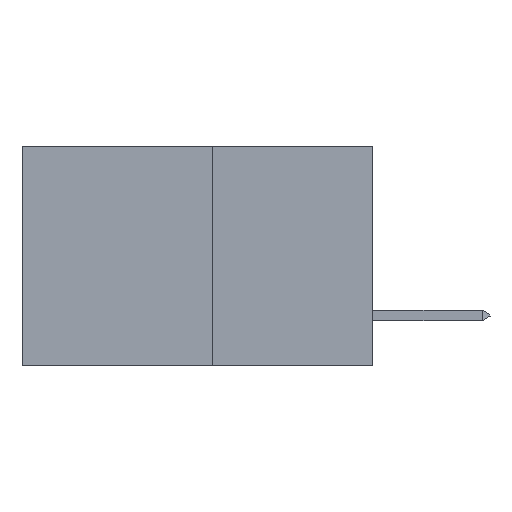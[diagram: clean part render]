
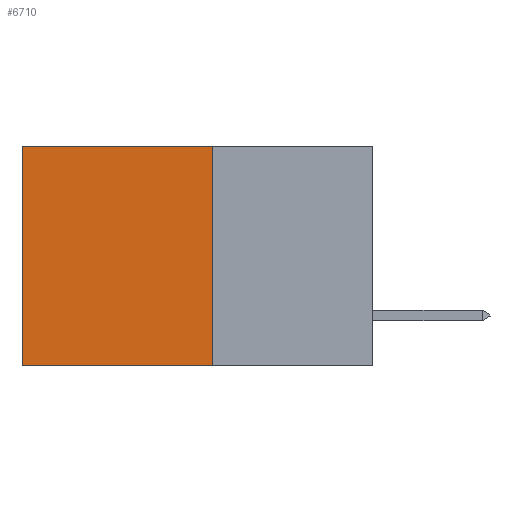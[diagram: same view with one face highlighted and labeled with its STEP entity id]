
A CAD part, left-side view. The second image highlights one B-rep face of the part: STEP entity #6710.
In plain terms, the highlighted planar face has unit normal (-1, 0, 0).
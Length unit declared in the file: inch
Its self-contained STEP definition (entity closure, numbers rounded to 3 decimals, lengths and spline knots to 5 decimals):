
#117 = CARTESIAN_POINT ( 'NONE',  ( 0.277, 0.59, 0. ) ) ;
#522 = ORIENTED_EDGE ( 'NONE', *, *, #3901, .F. ) ;
#569 = ORIENTED_EDGE ( 'NONE', *, *, #8788, .T. ) ;
#2056 = CARTESIAN_POINT ( 'NONE',  ( 0.277, 0.27, -0.37 ) ) ;
#2219 = DIRECTION ( 'NONE',  ( 0., 1., 0. ) ) ;
#2266 = VERTEX_POINT ( 'NONE', #6586 ) ;
#2307 = CARTESIAN_POINT ( 'NONE',  ( 0.277, 0.27, -0.37 ) ) ;
#2779 = LINE ( 'NONE', #2307, #13534 ) ;
#2881 = CARTESIAN_POINT ( 'NONE',  ( 0.277, 0.27, 0. ) ) ;
#2941 = ORIENTED_EDGE ( 'NONE', *, *, #8546, .T. ) ;
#3825 = VECTOR ( 'NONE', #9368, 39.37008 ) ;
#3894 = EDGE_LOOP ( 'NONE', ( #569, #522, #5241, #2941 ) ) ;
#3901 = EDGE_CURVE ( 'NONE', #2266, #7672, #2779, .T. ) ;
#4241 = CARTESIAN_POINT ( 'NONE',  ( 0.277, 0.27, -0.37 ) ) ;
#4578 = CARTESIAN_POINT ( 'NONE',  ( 0.277, 0.59, -0.37 ) ) ;
#5241 = ORIENTED_EDGE ( 'NONE', *, *, #9543, .F. ) ;
#5371 = DIRECTION ( 'NONE',  ( 1., 0., 0. ) ) ;
#6460 = VERTEX_POINT ( 'NONE', #117 ) ;
#6586 = CARTESIAN_POINT ( 'NONE',  ( 0.277, 0.27, -0.37 ) ) ;
#6702 = FACE_OUTER_BOUND ( 'NONE', #3894, .T. ) ;
#6710 = ADVANCED_FACE ( 'NONE', ( #6702 ), #12452, .F. ) ;
#7089 = CARTESIAN_POINT ( 'NONE',  ( 0.277, 0.27, 0. ) ) ;
#7349 = AXIS2_PLACEMENT_3D ( 'NONE', #4241, #5371, #12494 ) ;
#7672 = VERTEX_POINT ( 'NONE', #13300 ) ;
#8546 = EDGE_CURVE ( 'NONE', #9863, #6460, #12748, .T. ) ;
#8684 = DIRECTION ( 'NONE',  ( 0., 0., -1. ) ) ;
#8788 = EDGE_CURVE ( 'NONE', #6460, #7672, #12297, .T. ) ;
#9368 = DIRECTION ( 'NONE',  ( 0., 1., 0. ) ) ;
#9543 = EDGE_CURVE ( 'NONE', #9863, #2266, #13948, .T. ) ;
#9673 = VECTOR ( 'NONE', #13772, 39.37008 ) ;
#9863 = VERTEX_POINT ( 'NONE', #7089 ) ;
#11078 = VECTOR ( 'NONE', #8684, 39.37008 ) ;
#12297 = LINE ( 'NONE', #4578, #9673 ) ;
#12452 = PLANE ( 'NONE',  #7349 ) ;
#12494 = DIRECTION ( 'NONE',  ( 0., 0., -1. ) ) ;
#12748 = LINE ( 'NONE', #2881, #3825 ) ;
#13300 = CARTESIAN_POINT ( 'NONE',  ( 0.277, 0.59, -0.37 ) ) ;
#13534 = VECTOR ( 'NONE', #2219, 39.37008 ) ;
#13772 = DIRECTION ( 'NONE',  ( 0., 0., -1. ) ) ;
#13948 = LINE ( 'NONE', #2056, #11078 ) ;
